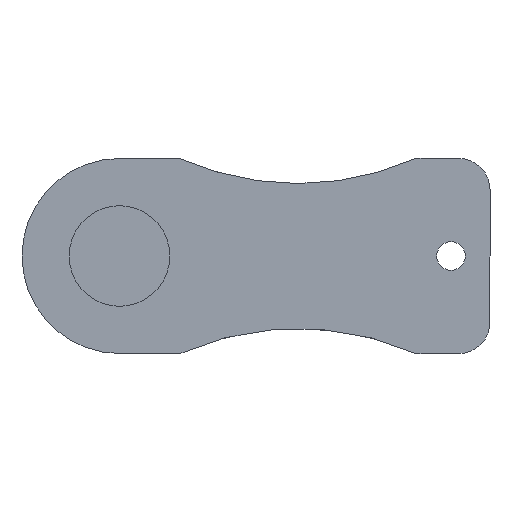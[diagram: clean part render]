
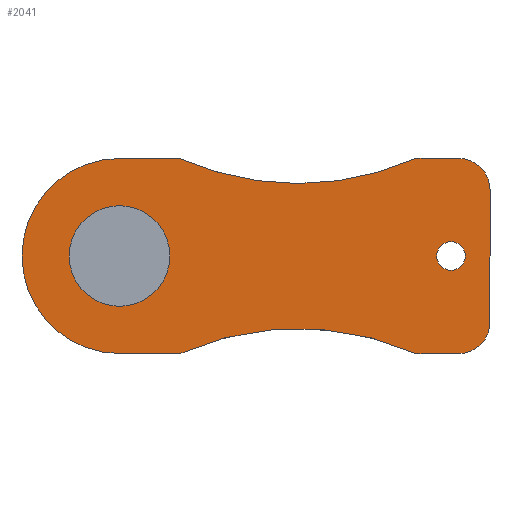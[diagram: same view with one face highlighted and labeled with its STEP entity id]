
A CAD part, front view. The second image highlights one B-rep face of the part: STEP entity #2041.
In plain terms, the highlighted planar face has unit normal (0, -1, 0).
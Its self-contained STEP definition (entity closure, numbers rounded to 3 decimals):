
#9 = ORIENTED_EDGE ( 'NONE', *, *, #683, .F. ) ;
#16 = ORIENTED_EDGE ( 'NONE', *, *, #160, .T. ) ;
#24 = VECTOR ( 'NONE', #1654, 1000. ) ;
#37 = DIRECTION ( 'NONE',  ( 1., 0., 0. ) ) ;
#48 = VECTOR ( 'NONE', #37, 1000. ) ;
#83 = DIRECTION ( 'NONE',  ( 0., 0., 1. ) ) ;
#160 = EDGE_CURVE ( 'NONE', #1437, #1738, #857, .T. ) ;
#162 = CARTESIAN_POINT ( 'NONE',  ( 26., 0., -12.5 ) ) ;
#187 = DIRECTION ( 'NONE',  ( 0., -1., 0. ) ) ;
#189 = ORIENTED_EDGE ( 'NONE', *, *, #649, .F. ) ;
#195 = VERTEX_POINT ( 'NONE', #1648 ) ;
#209 = DIRECTION ( 'NONE',  ( 0., -1., 0. ) ) ;
#220 = EDGE_CURVE ( 'NONE', #195, #1822, #699, .T. ) ;
#221 = DIRECTION ( 'NONE',  ( 0., 0., -1. ) ) ;
#247 = CARTESIAN_POINT ( 'NONE',  ( -17.5, 0., 6.45 ) ) ;
#307 = ORIENTED_EDGE ( 'NONE', *, *, #1727, .T. ) ;
#321 = CIRCLE ( 'NONE', #1069, 6.45 ) ;
#329 = ORIENTED_EDGE ( 'NONE', *, *, #1678, .F. ) ;
#362 = EDGE_CURVE ( 'NONE', #1761, #1469, #1162, .T. ) ;
#374 = ORIENTED_EDGE ( 'NONE', *, *, #1875, .F. ) ;
#388 = ORIENTED_EDGE ( 'NONE', *, *, #1848, .T. ) ;
#413 = CARTESIAN_POINT ( 'NONE',  ( 5.375, 0., -46.541 ) ) ;
#414 = AXIS2_PLACEMENT_3D ( 'NONE', #1696, #209, #221 ) ;
#416 = CARTESIAN_POINT ( 'NONE',  ( -17.5, 0., -6.45 ) ) ;
#450 = CIRCLE ( 'NONE', #1973, 6.45 ) ;
#454 = FACE_BOUND ( 'NONE', #881, .T. ) ;
#496 = VECTOR ( 'NONE', #1684, 1000. ) ;
#509 = ORIENTED_EDGE ( 'NONE', *, *, #220, .T. ) ;
#532 = DIRECTION ( 'NONE',  ( 1., 0., 0. ) ) ;
#541 = DIRECTION ( 'NONE',  ( 0., 0., 1. ) ) ;
#546 = CARTESIAN_POINT ( 'NONE',  ( 5.375, 0., 46.541 ) ) ;
#555 = LINE ( 'NONE', #1899, #585 ) ;
#560 = EDGE_LOOP ( 'NONE', ( #2039, #1995, #655, #329, #16, #189, #729, #1113, #388, #374, #1891 ) ) ;
#585 = VECTOR ( 'NONE', #758, 1000. ) ;
#602 = VERTEX_POINT ( 'NONE', #162 ) ;
#610 = EDGE_LOOP ( 'NONE', ( #640, #9 ) ) ;
#625 = AXIS2_PLACEMENT_3D ( 'NONE', #546, #1844, #874 ) ;
#640 = ORIENTED_EDGE ( 'NONE', *, *, #684, .F. ) ;
#649 = EDGE_CURVE ( 'NONE', #1469, #1738, #1243, .T. ) ;
#651 = CIRCLE ( 'NONE', #1454, 4. ) ;
#655 = ORIENTED_EDGE ( 'NONE', *, *, #1023, .F. ) ;
#683 = EDGE_CURVE ( 'NONE', #1105, #1141, #450, .T. ) ;
#684 = EDGE_CURVE ( 'NONE', #1141, #1105, #321, .T. ) ;
#699 = CIRCLE ( 'NONE', #943, 1.825 ) ;
#713 = CARTESIAN_POINT ( 'NONE',  ( -30., 0., -12.5 ) ) ;
#729 = ORIENTED_EDGE ( 'NONE', *, *, #362, .F. ) ;
#755 = LINE ( 'NONE', #1979, #48 ) ;
#758 = DIRECTION ( 'NONE',  ( 0., 0., -1. ) ) ;
#769 = CARTESIAN_POINT ( 'NONE',  ( 30., 0., -8.5 ) ) ;
#780 = CARTESIAN_POINT ( 'NONE',  ( 5.375, 0., 9.291 ) ) ;
#821 = CARTESIAN_POINT ( 'NONE',  ( -9.75, 0., 12.5 ) ) ;
#834 = VERTEX_POINT ( 'NONE', #780 ) ;
#837 = DIRECTION ( 'NONE',  ( 0., 0., 1. ) ) ;
#844 = CARTESIAN_POINT ( 'NONE',  ( 26., 0., 8.5 ) ) ;
#857 = CIRCLE ( 'NONE', #1051, 12.5 ) ;
#874 = DIRECTION ( 'NONE',  ( 0., 0., -1. ) ) ;
#879 = DIRECTION ( 'NONE',  ( 0., 0., -1. ) ) ;
#881 = EDGE_LOOP ( 'NONE', ( #307, #509 ) ) ;
#887 = CARTESIAN_POINT ( 'NONE',  ( 25., 0., 1.825 ) ) ;
#904 = DIRECTION ( 'NONE',  ( 0., 0., 1. ) ) ;
#943 = AXIS2_PLACEMENT_3D ( 'NONE', #1494, #1177, #1829 ) ;
#1006 = EDGE_CURVE ( 'NONE', #834, #1272, #1753, .T. ) ;
#1023 = EDGE_CURVE ( 'NONE', #1480, #834, #1036, .T. ) ;
#1025 = EDGE_CURVE ( 'NONE', #1272, #1213, #1929, .T. ) ;
#1030 = VERTEX_POINT ( 'NONE', #1662 ) ;
#1036 = CIRCLE ( 'NONE', #625, 37.25 ) ;
#1040 = CIRCLE ( 'NONE', #1331, 1.825 ) ;
#1051 = AXIS2_PLACEMENT_3D ( 'NONE', #1315, #187, #837 ) ;
#1068 = FACE_BOUND ( 'NONE', #610, .T. ) ;
#1069 = AXIS2_PLACEMENT_3D ( 'NONE', #1245, #1564, #1230 ) ;
#1105 = VERTEX_POINT ( 'NONE', #247 ) ;
#1113 = ORIENTED_EDGE ( 'NONE', *, *, #1928, .F. ) ;
#1114 = CARTESIAN_POINT ( 'NONE',  ( -17.5, 0., 12.5 ) ) ;
#1141 = VERTEX_POINT ( 'NONE', #416 ) ;
#1162 = CIRCLE ( 'NONE', #1924, 37.25 ) ;
#1177 = DIRECTION ( 'NONE',  ( 0., 1., 0. ) ) ;
#1213 = VERTEX_POINT ( 'NONE', #2035 ) ;
#1228 = PLANE ( 'NONE',  #1640 ) ;
#1230 = DIRECTION ( 'NONE',  ( 0., 0., -1. ) ) ;
#1243 = LINE ( 'NONE', #713, #496 ) ;
#1245 = CARTESIAN_POINT ( 'NONE',  ( -17.5, 0., 0. ) ) ;
#1248 = FACE_OUTER_BOUND ( 'NONE', #560, .T. ) ;
#1260 = CARTESIAN_POINT ( 'NONE',  ( 20.5, 0., 12.5 ) ) ;
#1272 = VERTEX_POINT ( 'NONE', #1260 ) ;
#1309 = DIRECTION ( 'NONE',  ( 0., -1., 0. ) ) ;
#1315 = CARTESIAN_POINT ( 'NONE',  ( -17.5, 0., 0. ) ) ;
#1331 = AXIS2_PLACEMENT_3D ( 'NONE', #1991, #1354, #541 ) ;
#1354 = DIRECTION ( 'NONE',  ( 0., 1., 0. ) ) ;
#1361 = CARTESIAN_POINT ( 'NONE',  ( -17.5, 0., 0. ) ) ;
#1424 = CARTESIAN_POINT ( 'NONE',  ( 26., 0., -8.5 ) ) ;
#1437 = VERTEX_POINT ( 'NONE', #1114 ) ;
#1454 = AXIS2_PLACEMENT_3D ( 'NONE', #844, #1309, #1481 ) ;
#1469 = VERTEX_POINT ( 'NONE', #1830 ) ;
#1480 = VERTEX_POINT ( 'NONE', #821 ) ;
#1481 = DIRECTION ( 'NONE',  ( 0., 0., 1. ) ) ;
#1494 = CARTESIAN_POINT ( 'NONE',  ( 25., 0., 0. ) ) ;
#1496 = EDGE_CURVE ( 'NONE', #1030, #1213, #651, .T. ) ;
#1518 = DIRECTION ( 'NONE',  ( 0., -1., 0. ) ) ;
#1536 = DIRECTION ( 'NONE',  ( 0., -1., 0. ) ) ;
#1557 = DIRECTION ( 'NONE',  ( 0., -1., 0. ) ) ;
#1564 = DIRECTION ( 'NONE',  ( 0., -1., 0. ) ) ;
#1640 = AXIS2_PLACEMENT_3D ( 'NONE', #1705, #2019, #83 ) ;
#1648 = CARTESIAN_POINT ( 'NONE',  ( 25., 0., -1.825 ) ) ;
#1654 = DIRECTION ( 'NONE',  ( -1., 0., 0. ) ) ;
#1662 = CARTESIAN_POINT ( 'NONE',  ( 30., 0., 8.5 ) ) ;
#1664 = CARTESIAN_POINT ( 'NONE',  ( -17.5, 0., -12.5 ) ) ;
#1667 = VECTOR ( 'NONE', #532, 1000. ) ;
#1678 = EDGE_CURVE ( 'NONE', #1437, #1480, #755, .T. ) ;
#1684 = DIRECTION ( 'NONE',  ( -1., 0., 0. ) ) ;
#1696 = CARTESIAN_POINT ( 'NONE',  ( 5.375, 0., 46.541 ) ) ;
#1705 = CARTESIAN_POINT ( 'NONE',  ( 0., 0., 0. ) ) ;
#1727 = EDGE_CURVE ( 'NONE', #1822, #195, #1040, .T. ) ;
#1733 = LINE ( 'NONE', #1990, #24 ) ;
#1738 = VERTEX_POINT ( 'NONE', #1664 ) ;
#1743 = DIRECTION ( 'NONE',  ( 0., 0., 1. ) ) ;
#1753 = CIRCLE ( 'NONE', #414, 37.25 ) ;
#1761 = VERTEX_POINT ( 'NONE', #2021 ) ;
#1822 = VERTEX_POINT ( 'NONE', #887 ) ;
#1829 = DIRECTION ( 'NONE',  ( 0., 0., 1. ) ) ;
#1830 = CARTESIAN_POINT ( 'NONE',  ( -9.75, 0., -12.5 ) ) ;
#1844 = DIRECTION ( 'NONE',  ( 0., -1., 0. ) ) ;
#1848 = EDGE_CURVE ( 'NONE', #602, #1904, #1935, .T. ) ;
#1875 = EDGE_CURVE ( 'NONE', #1030, #1904, #555, .T. ) ;
#1891 = ORIENTED_EDGE ( 'NONE', *, *, #1496, .T. ) ;
#1899 = CARTESIAN_POINT ( 'NONE',  ( 30., 0., -12.5 ) ) ;
#1904 = VERTEX_POINT ( 'NONE', #769 ) ;
#1924 = AXIS2_PLACEMENT_3D ( 'NONE', #413, #1536, #904 ) ;
#1928 = EDGE_CURVE ( 'NONE', #602, #1761, #1733, .T. ) ;
#1929 = LINE ( 'NONE', #1984, #1667 ) ;
#1935 = CIRCLE ( 'NONE', #2032, 4. ) ;
#1973 = AXIS2_PLACEMENT_3D ( 'NONE', #1361, #1518, #879 ) ;
#1979 = CARTESIAN_POINT ( 'NONE',  ( -30., 0., 12.5 ) ) ;
#1984 = CARTESIAN_POINT ( 'NONE',  ( -30., 0., 12.5 ) ) ;
#1990 = CARTESIAN_POINT ( 'NONE',  ( -30., 0., -12.5 ) ) ;
#1991 = CARTESIAN_POINT ( 'NONE',  ( 25., 0., 0. ) ) ;
#1995 = ORIENTED_EDGE ( 'NONE', *, *, #1006, .F. ) ;
#2019 = DIRECTION ( 'NONE',  ( 0., 1., 0. ) ) ;
#2021 = CARTESIAN_POINT ( 'NONE',  ( 20.5, 0., -12.5 ) ) ;
#2032 = AXIS2_PLACEMENT_3D ( 'NONE', #1424, #1557, #1743 ) ;
#2035 = CARTESIAN_POINT ( 'NONE',  ( 26., 0., 12.5 ) ) ;
#2039 = ORIENTED_EDGE ( 'NONE', *, *, #1025, .F. ) ;
#2041 = ADVANCED_FACE ( 'NONE', ( #454, #1068, #1248 ), #1228, .F. ) ;
